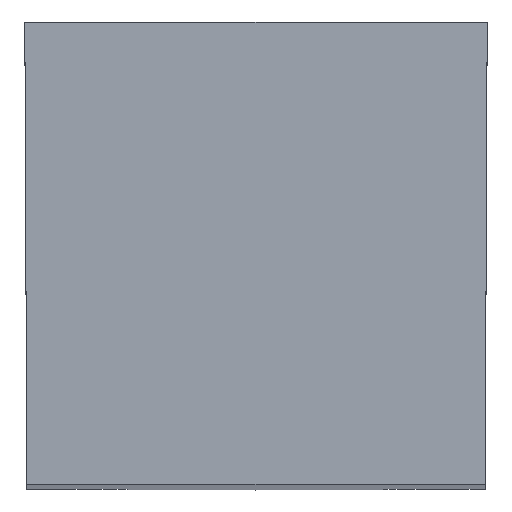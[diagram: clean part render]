
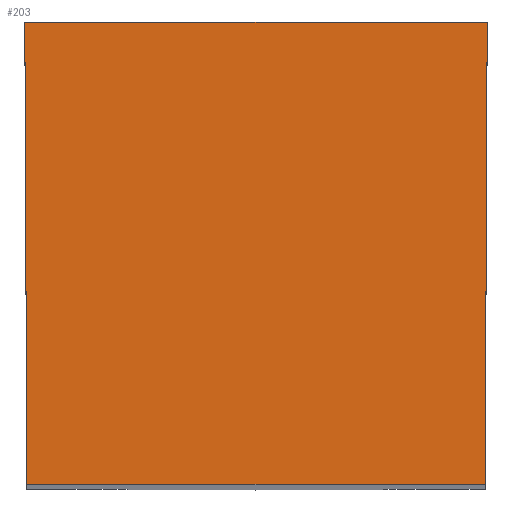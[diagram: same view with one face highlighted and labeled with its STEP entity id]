
A CAD part, top view. The second image highlights one B-rep face of the part: STEP entity #203.
In plain terms, the highlighted planar face has unit normal (0, 0, 1).
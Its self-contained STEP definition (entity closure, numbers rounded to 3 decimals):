
#89=FACE_OUTER_BOUND('',#264,.T.);
#116=LINE('',#825,#149);
#121=LINE('',#838,#154);
#125=LINE('',#848,#158);
#127=LINE('',#851,#160);
#149=VECTOR('',#672,1.);
#154=VECTOR('',#681,1.);
#158=VECTOR('',#691,1.);
#160=VECTOR('',#695,1.);
#203=ADVANCED_FACE('SHANK_FACE_BACK',(#89),#223,.F.);
#223=PLANE('',#586);
#264=EDGE_LOOP('',(#346,#347,#348,#349));
#346=ORIENTED_EDGE('',*,*,#465,.F.);
#347=ORIENTED_EDGE('',*,*,#457,.T.);
#348=ORIENTED_EDGE('',*,*,#463,.T.);
#349=ORIENTED_EDGE('',*,*,#451,.F.);
#409=VERTEX_POINT('',#824);
#410=VERTEX_POINT('',#826);
#415=VERTEX_POINT('',#837);
#416=VERTEX_POINT('',#839);
#451=EDGE_CURVE('',#409,#410,#116,.T.);
#457=EDGE_CURVE('',#416,#415,#121,.T.);
#463=EDGE_CURVE('',#415,#410,#125,.T.);
#465=EDGE_CURVE('',#416,#409,#127,.T.);
#586=AXIS2_PLACEMENT_3D('',#857,#704,#705);
#672=DIRECTION('',(1.,0.,0.));
#681=DIRECTION('',(1.,0.,0.));
#691=DIRECTION('',(0.004,1.,0.));
#695=DIRECTION('',(-0.004,1.,0.));
#704=DIRECTION('',(0.,0.,-1.));
#705=DIRECTION('',(0.,-1.,0.));
#824=CARTESIAN_POINT('',(-49.85,49.85,0.));
#825=CARTESIAN_POINT('',(-57.843,49.85,0.));
#826=CARTESIAN_POINT('',(0.,49.85,0.));
#837=CARTESIAN_POINT('',(-0.218,0.,0.));
#838=CARTESIAN_POINT('',(-57.843,0.,0.));
#839=CARTESIAN_POINT('',(-49.632,0.,0.));
#848=CARTESIAN_POINT('',(-1.401,-271.333,0.));
#851=CARTESIAN_POINT('',(-48.449,-271.333,0.));
#857=CARTESIAN_POINT('',(0.,0.,0.));
